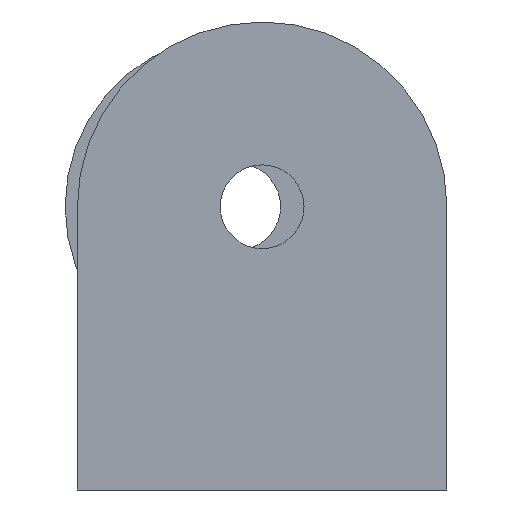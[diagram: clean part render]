
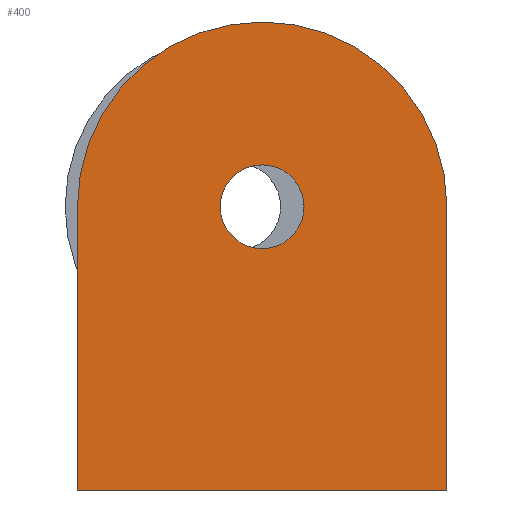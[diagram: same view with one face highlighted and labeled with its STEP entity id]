
A CAD part, left-side view. The second image highlights one B-rep face of the part: STEP entity #400.
In plain terms, the highlighted planar face has unit normal (-1, 0, 0).
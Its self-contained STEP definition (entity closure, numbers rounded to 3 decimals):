
#31=FACE_BOUND('',#98,.T.);
#43=PLANE('',#461);
#66=FACE_OUTER_BOUND('',#97,.T.);
#97=EDGE_LOOP('',(#358,#359,#360,#361));
#98=EDGE_LOOP('',(#362));
#118=LINE('',#666,#147);
#127=LINE('',#694,#156);
#129=LINE('',#697,#158);
#147=VECTOR('',#549,10.);
#156=VECTOR('',#580,10.);
#158=VECTOR('',#584,10.);
#179=CIRCLE('',#456,7.5);
#180=CIRCLE('',#459,1.7);
#205=VERTEX_POINT('',#663);
#206=VERTEX_POINT('',#665);
#212=VERTEX_POINT('',#683);
#213=VERTEX_POINT('',#689);
#214=VERTEX_POINT('',#693);
#249=EDGE_CURVE('',#205,#206,#118,.T.);
#258=EDGE_CURVE('',#206,#212,#179,.T.);
#261=EDGE_CURVE('',#213,#213,#180,.T.);
#263=EDGE_CURVE('',#214,#212,#127,.T.);
#265=EDGE_CURVE('',#205,#214,#129,.T.);
#358=ORIENTED_EDGE('',*,*,#258,.F.);
#359=ORIENTED_EDGE('',*,*,#249,.F.);
#360=ORIENTED_EDGE('',*,*,#265,.T.);
#361=ORIENTED_EDGE('',*,*,#263,.T.);
#362=ORIENTED_EDGE('',*,*,#261,.T.);
#400=ADVANCED_FACE('',(#66,#31),#43,.T.);
#456=AXIS2_PLACEMENT_3D('',#684,#567,#568);
#459=AXIS2_PLACEMENT_3D('',#690,#575,#576);
#461=AXIS2_PLACEMENT_3D('',#696,#582,#583);
#549=DIRECTION('',(0.,0.,1.));
#567=DIRECTION('center_axis',(1.,0.,0.));
#568=DIRECTION('ref_axis',(0.,-0.707,0.707));
#575=DIRECTION('center_axis',(1.,0.,0.));
#576=DIRECTION('ref_axis',(0.,-1.,0.));
#580=DIRECTION('',(0.,0.,1.));
#582=DIRECTION('center_axis',(-1.,0.,0.));
#583=DIRECTION('ref_axis',(0.,-1.,0.));
#584=DIRECTION('',(0.,-1.,0.));
#663=CARTESIAN_POINT('',(0.,15.,0.));
#665=CARTESIAN_POINT('',(0.,15.,11.5));
#666=CARTESIAN_POINT('',(0.,15.,0.));
#683=CARTESIAN_POINT('',(0.,0.,11.5));
#684=CARTESIAN_POINT('Origin',(0.,7.5,11.5));
#689=CARTESIAN_POINT('',(0.,9.2,11.5));
#690=CARTESIAN_POINT('Origin',(0.,7.5,11.5));
#693=CARTESIAN_POINT('',(0.,0.,0.));
#694=CARTESIAN_POINT('',(0.,0.,0.));
#696=CARTESIAN_POINT('Origin',(0.,15.,0.));
#697=CARTESIAN_POINT('',(0.,15.,0.));
